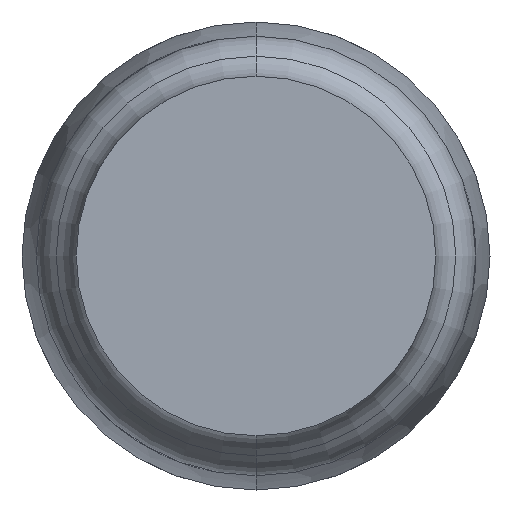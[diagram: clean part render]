
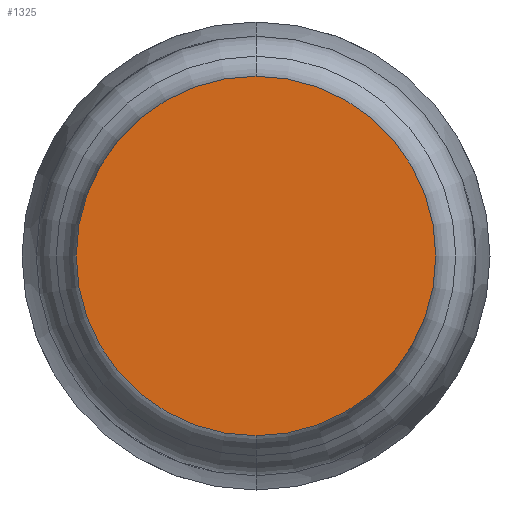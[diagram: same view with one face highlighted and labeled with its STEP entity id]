
A CAD part, front view. The second image highlights one B-rep face of the part: STEP entity #1325.
In plain terms, the highlighted planar face has unit normal (0, -1, 0).
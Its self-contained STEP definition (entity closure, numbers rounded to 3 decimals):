
#150 = DIRECTION ( 'NONE',  ( 0., 0., 1. ) ) ;
#535 = VERTEX_POINT ( 'NONE', #3843 ) ;
#565 = AXIS2_PLACEMENT_3D ( 'NONE', #826, #3183, #2027 ) ;
#826 = CARTESIAN_POINT ( 'NONE',  ( 0., -33., 0. ) ) ;
#958 = VERTEX_POINT ( 'NONE', #2357 ) ;
#1325 = ADVANCED_FACE ( 'Defeature ausgef�hrt1_2', ( #2455 ), #1917, .F. ) ;
#1419 = EDGE_LOOP ( 'NONE', ( #2208, #3010 ) ) ;
#1614 = DIRECTION ( 'NONE',  ( 0., 1., 0. ) ) ;
#1917 = PLANE ( 'NONE',  #3097 ) ;
#2027 = DIRECTION ( 'NONE',  ( 0., 0., 1. ) ) ;
#2143 = EDGE_CURVE ( 'Defeature ausgef�hrt1_3+Defeature ausgef�hrt1_2+Defeature ausgef�hrt1_2+Defeature ausgef�hrt1_2', #958, #535, #2766, .T. ) ;
#2208 = ORIENTED_EDGE ( 'NONE', *, *, #3346, .F. ) ;
#2313 = CARTESIAN_POINT ( 'NONE',  ( 0., -33., 0. ) ) ;
#2357 = CARTESIAN_POINT ( 'NONE',  ( 0., -33., -0.315 ) ) ;
#2455 = FACE_OUTER_BOUND ( 'NONE', #1419, .T. ) ;
#2766 = CIRCLE ( 'NONE', #565, 0.315 ) ;
#2871 = AXIS2_PLACEMENT_3D ( 'NONE', #2313, #3531, #3230 ) ;
#3010 = ORIENTED_EDGE ( 'NONE', *, *, #2143, .F. ) ;
#3033 = CIRCLE ( 'NONE', #2871, 0.315 ) ;
#3097 = AXIS2_PLACEMENT_3D ( 'NONE', #3733, #1614, #150 ) ;
#3183 = DIRECTION ( 'NONE',  ( 0., 1., 0. ) ) ;
#3230 = DIRECTION ( 'NONE',  ( 0., 0., 1. ) ) ;
#3346 = EDGE_CURVE ( 'Defeature ausgef�hrt1_3+Defeature ausgef�hrt1_2+Defeature ausgef�hrt1_2+Defeature ausgef�hrt1_2', #535, #958, #3033, .T. ) ;
#3531 = DIRECTION ( 'NONE',  ( 0., 1., 0. ) ) ;
#3733 = CARTESIAN_POINT ( 'NONE',  ( 0., -33., 0. ) ) ;
#3843 = CARTESIAN_POINT ( 'NONE',  ( 0., -33., 0.315 ) ) ;
